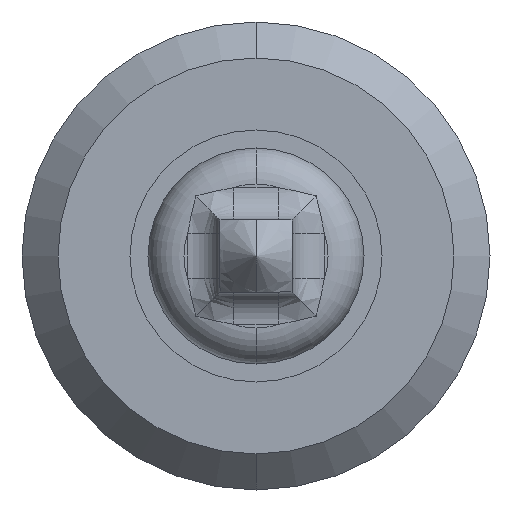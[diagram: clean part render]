
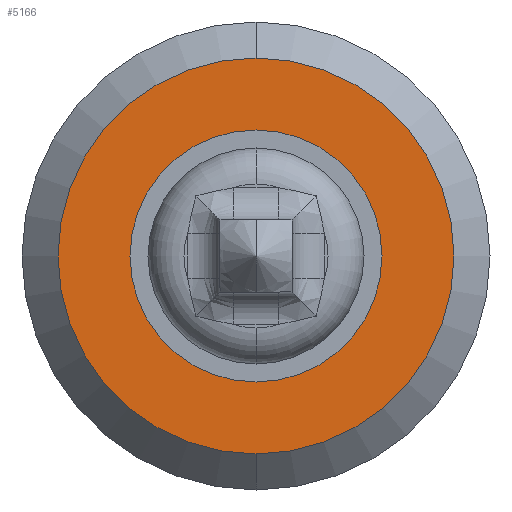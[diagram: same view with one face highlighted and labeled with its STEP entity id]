
A CAD part, front view. The second image highlights one B-rep face of the part: STEP entity #5166.
In plain terms, the highlighted planar face has unit normal (0, -1, 0).
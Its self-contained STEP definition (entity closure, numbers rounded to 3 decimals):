
#76 = CARTESIAN_POINT ( 'NONE',  ( -3.25, 6.3, 0. ) ) ;
#233 = ORIENTED_EDGE ( 'NONE', *, *, #3440, .T. ) ;
#485 = PLANE ( 'NONE',  #858 ) ;
#772 = DIRECTION ( 'NONE',  ( 0., 1., 0. ) ) ;
#858 = AXIS2_PLACEMENT_3D ( 'NONE', #76, #5007, #2113 ) ;
#1052 = CARTESIAN_POINT ( 'NONE',  ( 0., 6.3, 0. ) ) ;
#1082 = CIRCLE ( 'NONE', #4888, 2.75 ) ;
#1197 = DIRECTION ( 'NONE',  ( 0., 0., 1. ) ) ;
#1376 = AXIS2_PLACEMENT_3D ( 'NONE', #3451, #1752, #5155 ) ;
#1516 = VERTEX_POINT ( 'NONE', #3160 ) ;
#1696 = ORIENTED_EDGE ( 'NONE', *, *, #2814, .T. ) ;
#1710 = DIRECTION ( 'NONE',  ( 0., 0., -1. ) ) ;
#1752 = DIRECTION ( 'NONE',  ( 0., 1., 0. ) ) ;
#1765 = EDGE_LOOP ( 'NONE', ( #1696, #4763 ) ) ;
#2102 = CARTESIAN_POINT ( 'NONE',  ( 0., 6.3, 0. ) ) ;
#2113 = DIRECTION ( 'NONE',  ( 0., 0., -1. ) ) ;
#2387 = AXIS2_PLACEMENT_3D ( 'NONE', #3267, #772, #1197 ) ;
#2415 = ORIENTED_EDGE ( 'NONE', *, *, #4076, .T. ) ;
#2640 = VERTEX_POINT ( 'NONE', #3329 ) ;
#2814 = EDGE_CURVE ( 'Defeature ausgef�hrt1_30+Defeature ausgef�hrt1_31+Defeature ausgef�hrt1_31+Defeature ausgef�hrt1_31', #3017, #2640, #4784, .T. ) ;
#2946 = EDGE_LOOP ( 'NONE', ( #2415, #233 ) ) ;
#2966 = FACE_OUTER_BOUND ( 'NONE', #1765, .T. ) ;
#3017 = VERTEX_POINT ( 'NONE', #4542 ) ;
#3160 = CARTESIAN_POINT ( 'NONE',  ( 0., 6.3, -0.9 ) ) ;
#3267 = CARTESIAN_POINT ( 'NONE',  ( 0., 6.3, 0. ) ) ;
#3329 = CARTESIAN_POINT ( 'NONE',  ( 0., 6.3, -2.75 ) ) ;
#3392 = AXIS2_PLACEMENT_3D ( 'NONE', #2102, #5068, #1710 ) ;
#3440 = EDGE_CURVE ( 'Defeature ausgef�hrt1_30+Defeature ausgef�hrt1_27+Defeature ausgef�hrt1_27+Defeature ausgef�hrt1_27', #1516, #3542, #4345, .T. ) ;
#3451 = CARTESIAN_POINT ( 'NONE',  ( 0., 6.3, 0. ) ) ;
#3522 = EDGE_CURVE ( 'Defeature ausgef�hrt1_30+Defeature ausgef�hrt1_31+Defeature ausgef�hrt1_31+Defeature ausgef�hrt1_31', #2640, #3017, #1082, .T. ) ;
#3531 = DIRECTION ( 'NONE',  ( 0., 0., -1. ) ) ;
#3542 = VERTEX_POINT ( 'NONE', #4399 ) ;
#3616 = FACE_BOUND ( 'NONE', #2946, .T. ) ;
#3969 = DIRECTION ( 'NONE',  ( 0., -1., 0. ) ) ;
#4076 = EDGE_CURVE ( 'Defeature ausgef�hrt1_30+Defeature ausgef�hrt1_27+Defeature ausgef�hrt1_27+Defeature ausgef�hrt1_27', #3542, #1516, #5040, .T. ) ;
#4345 = CIRCLE ( 'NONE', #1376, 0.9 ) ;
#4399 = CARTESIAN_POINT ( 'NONE',  ( 0., 6.3, 0.9 ) ) ;
#4542 = CARTESIAN_POINT ( 'NONE',  ( 0., 6.3, 2.75 ) ) ;
#4763 = ORIENTED_EDGE ( 'NONE', *, *, #3522, .T. ) ;
#4784 = CIRCLE ( 'NONE', #3392, 2.75 ) ;
#4888 = AXIS2_PLACEMENT_3D ( 'NONE', #1052, #3969, #3531 ) ;
#5007 = DIRECTION ( 'NONE',  ( 0., -1., 0. ) ) ;
#5040 = CIRCLE ( 'NONE', #2387, 0.9 ) ;
#5068 = DIRECTION ( 'NONE',  ( 0., -1., 0. ) ) ;
#5155 = DIRECTION ( 'NONE',  ( 0., 0., 1. ) ) ;
#5166 = ADVANCED_FACE ( 'Defeature ausgef�hrt1_30', ( #2966, #3616 ), #485, .T. ) ;
